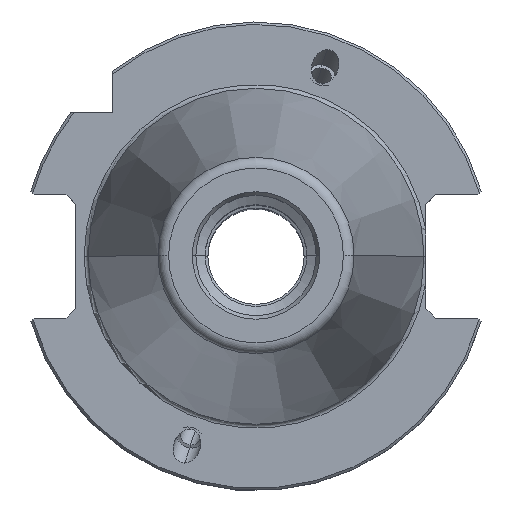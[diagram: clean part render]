
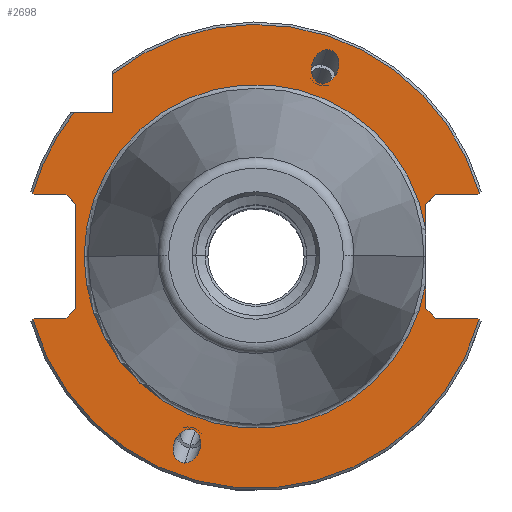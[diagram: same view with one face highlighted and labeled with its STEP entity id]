
A CAD part, top view. The second image highlights one B-rep face of the part: STEP entity #2698.
In plain terms, the highlighted planar face has unit normal (0, 0, 1).
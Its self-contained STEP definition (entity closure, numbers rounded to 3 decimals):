
#1030=VERTEX_POINT('NONE',#3025);
#1098=VERTEX_POINT('NONE',#3100);
#1186=EDGE_CURVE('NONE',#2560,#2104,#3196,.T.);
#1332=VERTEX_POINT('NONE',#3373);
#1352=VERTEX_POINT('NONE',#3394);
#1436=EDGE_CURVE('NONE',#1030,#2168,#3488,.T.);
#1460=VERTEX_POINT('NONE',#3513);
#1522=VERTEX_POINT('NONE',#3581);
#1616=EDGE_CURVE('NONE',#2962,#2986,#3686,.T.);
#1642=EDGE_CURVE('NONE',#1858,#2770,#3715,.T.);
#1702=EDGE_CURVE('NONE',#2986,#1770,#3782,.T.);
#1740=VERTEX_POINT('NONE',#3822);
#1770=VERTEX_POINT('NONE',#3857);
#1792=EDGE_CURVE('NONE',#1896,#2770,#3884,.T.);
#1820=VERTEX_POINT('NONE',#3917);
#1858=VERTEX_POINT('NONE',#3957);
#1884=EDGE_CURVE('NONE',#1332,#1522,#3988,.T.);
#1896=VERTEX_POINT('NONE',#4002);
#1932=EDGE_CURVE('NONE',#1740,#2380,#4043,.T.);
#1998=EDGE_CURVE('NONE',#2894,#1460,#4117,.T.);
#2104=VERTEX_POINT('NONE',#4235);
#2168=VERTEX_POINT('NONE',#4304);
#2208=EDGE_CURVE('NONE',#2486,#1352,#4349,.T.);
#2220=VERTEX_POINT('NONE',#4361);
#2236=EDGE_CURVE('NONE',#2872,#2560,#4379,.T.);
#2264=EDGE_CURVE('NONE',#1098,#1770,#4410,.T.);
#2306=EDGE_CURVE('NONE',#1460,#2894,#4455,.T.);
#2346=EDGE_CURVE('NONE',#2104,#1858,#4497,.T.);
#2348=VERTEX_POINT('NONE',#4499);
#2368=EDGE_CURVE('NONE',#2220,#2822,#4521,.T.);
#2380=VERTEX_POINT('NONE',#4533);
#2430=VERTEX_POINT('NONE',#4584);
#2486=VERTEX_POINT('NONE',#4647);
#2506=EDGE_CURVE('NONE',#2822,#1740,#4667,.T.);
#2560=VERTEX_POINT('NONE',#4728);
#2596=EDGE_CURVE('NONE',#2168,#1820,#4773,.T.);
#2664=EDGE_CURVE('NONE',#2348,#2220,#4846,.T.);
#2698=ADVANCED_FACE('NONE',(#4884,#4885,#4886),#4887,.T.);
#2760=EDGE_CURVE('NONE',#1522,#2872,#4956,.T.);
#2770=VERTEX_POINT('NONE',#4966);
#2778=VERTEX_POINT('NONE',#4974);
#2784=EDGE_CURVE('NONE',#1030,#1352,#4980,.T.);
#2816=EDGE_CURVE('NONE',#1896,#1098,#5014,.T.);
#2822=VERTEX_POINT('NONE',#5020);
#2826=EDGE_CURVE('NONE',#2380,#1332,#5025,.T.);
#2840=EDGE_CURVE('NONE',#2962,#2486,#5039,.T.);
#2872=VERTEX_POINT('NONE',#5073);
#2894=VERTEX_POINT('NONE',#5099);
#2898=EDGE_CURVE('NONE',#1820,#2348,#5103,.T.);
#2900=EDGE_CURVE('NONE',#2778,#2430,#5105,.T.);
#2920=EDGE_CURVE('NONE',#2430,#2778,#5132,.T.);
#2962=VERTEX_POINT('NONE',#5175);
#2986=VERTEX_POINT('NONE',#5200);
#3025=CARTESIAN_POINT('',(46.066,12.85,-3.2));
#3100=CARTESIAN_POINT('',(35.3,-10.85,-3.2));
#3196=LINE('',#5518,#5519);
#3373=CARTESIAN_POINT('',(-37.5,10.85,-3.2));
#3394=CARTESIAN_POINT('',(37.3,12.85,-3.2));
#3488=LINE('',#5893,#5894);
#3513=CARTESIAN_POINT('',(-14.854,-42.969,-3.2));
#3581=CARTESIAN_POINT('',(-37.5,-10.85,-3.2));
#3686=CIRCLE('',#6238,35.725);
#3715=LINE('',#6280,#6281);
#3782=CIRCLE('',#6414,35.725);
#3822=CARTESIAN_POINT('',(-46.066,12.85,-3.2));
#3857=CARTESIAN_POINT('',(35.3,-5.494,-3.2));
#3884=LINE('',#6550,#6551);
#3917=CARTESIAN_POINT('',(-29.85,37.876,-3.2));
#3957=CARTESIAN_POINT('',(46.39,-13.175,-3.2));
#3988=LINE('',#6693,#6694);
#4002=CARTESIAN_POINT('',(37.3,-12.85,-3.2));
#4043=LINE('',#6775,#6776);
#4117=(B_SPLINE_CURVE(3,(#6893,#6894,#6895,#6896),.UNSPECIFIED.,.F.,.F.)B_SPLINE_CURVE_WITH_KNOTS((4,4),(2.87,6.011),.UNSPECIFIED.)RATIONAL_B_SPLINE_CURVE((1.0,0.333,0.333,1.0))BOUNDED_CURVE()REPRESENTATION_ITEM('')GEOMETRIC_REPRESENTATION_ITEM()CURVE());
#4235=CARTESIAN_POINT('',(-46.39,-13.175,-3.2));
#4304=CARTESIAN_POINT('',(46.39,13.175,-3.2));
#4349=LINE('',#7268,#7269);
#4361=CARTESIAN_POINT('',(-37.876,29.85,-3.2));
#4379=LINE('',#7309,#7310);
#4410=LINE('',#7346,#7347);
#4455=(B_SPLINE_CURVE(3,(#7424,#7425,#7426,#7427),.UNSPECIFIED.,.F.,.F.)B_SPLINE_CURVE_WITH_KNOTS((4,4),(6.011,9.153),.UNSPECIFIED.)RATIONAL_B_SPLINE_CURVE((1.0,0.333,0.333,1.0))BOUNDED_CURVE()REPRESENTATION_ITEM('')GEOMETRIC_REPRESENTATION_ITEM()CURVE());
#4497=CIRCLE('',#7497,48.225);
#4499=CARTESIAN_POINT('',(-29.85,29.85,-3.2));
#4521=CIRCLE('',#7525,48.225);
#4533=CARTESIAN_POINT('',(-39.5,12.85,-3.2));
#4584=CARTESIAN_POINT('',(13.876,35.965,-3.2));
#4647=CARTESIAN_POINT('',(35.3,10.85,-3.2));
#4667=LINE('',#7739,#7740);
#4728=CARTESIAN_POINT('',(-46.066,-12.85,-3.2));
#4773=CIRCLE('',#7943,48.225);
#4846=LINE('',#8073,#8074);
#4884=FACE_OUTER_BOUND('',#8135,.T.);
#4885=FACE_BOUND('',#8136,.T.);
#4886=FACE_BOUND('',#8137,.T.);
#4887=PLANE('',#8138);
#4956=LINE('',#8274,#8275);
#4966=CARTESIAN_POINT('',(46.066,-12.85,-3.2));
#4974=CARTESIAN_POINT('',(14.854,42.969,-3.2));
#4980=LINE('',#8312,#8313);
#5014=LINE('',#8394,#8395);
#5020=CARTESIAN_POINT('',(-46.39,13.175,-3.2));
#5025=LINE('',#8408,#8409);
#5039=LINE('',#8440,#8441);
#5073=CARTESIAN_POINT('',(-39.5,-12.85,-3.2));
#5099=CARTESIAN_POINT('',(-13.876,-35.965,-3.2));
#5103=LINE('',#8534,#8535);
#5105=(B_SPLINE_CURVE(3,(#8539,#8540,#8541,#8542),.UNSPECIFIED.,.F.,.F.)B_SPLINE_CURVE_WITH_KNOTS((4,4),(6.011,9.153),.UNSPECIFIED.)RATIONAL_B_SPLINE_CURVE((1.0,0.333,0.333,1.0))BOUNDED_CURVE()REPRESENTATION_ITEM('')GEOMETRIC_REPRESENTATION_ITEM()CURVE());
#5132=(B_SPLINE_CURVE(3,(#8579,#8580,#8581,#8582),.UNSPECIFIED.,.F.,.F.)B_SPLINE_CURVE_WITH_KNOTS((4,4),(2.87,6.011),.UNSPECIFIED.)RATIONAL_B_SPLINE_CURVE((1.0,0.333,0.333,1.0))BOUNDED_CURVE()REPRESENTATION_ITEM('')GEOMETRIC_REPRESENTATION_ITEM()CURVE());
#5175=CARTESIAN_POINT('',(35.3,5.494,-3.2));
#5200=CARTESIAN_POINT('',(-35.725,0.,-3.2));
#5518=CARTESIAN_POINT('',(-46.916,-13.7,-3.2));
#5519=VECTOR('',#8887,1000.0);
#5893=CARTESIAN_POINT('',(46.916,13.7,-3.2));
#5894=VECTOR('',#9306,1000.0);
#6238=AXIS2_PLACEMENT_3D('',#9521,#9522,#9523);
#6280=CARTESIAN_POINT('',(45.916,-12.7,-3.2));
#6281=VECTOR('',#9562,1000.0);
#6414=AXIS2_PLACEMENT_3D('',#9634,#9635,#9636);
#6550=CARTESIAN_POINT('',(0.,-12.85,-3.2));
#6551=VECTOR('',#9770,1000.0);
#6693=CARTESIAN_POINT('',(-37.5,-35.725,-3.2));
#6694=VECTOR('',#9898,1000.0);
#6775=CARTESIAN_POINT('',(0.,12.85,-3.2));
#6776=VECTOR('',#9984,1000.0);
#6893=CARTESIAN_POINT('',(-13.876,-35.965,-3.2));
#6894=CARTESIAN_POINT('',(-8.238,-35.965,-3.2));
#6895=CARTESIAN_POINT('',(-9.216,-42.969,-3.2));
#6896=CARTESIAN_POINT('',(-14.854,-42.969,-3.2));
#7268=CARTESIAN_POINT('',(37.3,12.85,-3.2));
#7269=VECTOR('',#10316,1000.0);
#7309=CARTESIAN_POINT('',(0.,-12.85,-3.2));
#7310=VECTOR('',#10350,1000.0);
#7346=CARTESIAN_POINT('',(35.3,-35.725,-3.2));
#7347=VECTOR('',#10383,1000.0);
#7424=CARTESIAN_POINT('',(-14.854,-42.969,-3.2));
#7425=CARTESIAN_POINT('',(-20.491,-42.969,-3.2));
#7426=CARTESIAN_POINT('',(-19.514,-35.965,-3.2));
#7427=CARTESIAN_POINT('',(-13.876,-35.965,-3.2));
#7497=AXIS2_PLACEMENT_3D('',#10464,#10465,#10466);
#7525=AXIS2_PLACEMENT_3D('',#10487,#10488,#10489);
#7739=CARTESIAN_POINT('',(-46.916,13.7,-3.2));
#7740=VECTOR('',#10620,1000.0);
#7943=AXIS2_PLACEMENT_3D('',#10786,#10787,#10788);
#8073=CARTESIAN_POINT('',(0.,29.85,-3.2));
#8074=VECTOR('',#10854,1000.0);
#8135=EDGE_LOOP('',(#10896,#10897,#10898,#10899,#10900,#10901,#10902,#10903,#10904,#10905,#10906,#10907,#10908,#10909,#10910,#10911,#10912,#10913,#10914,#10915,#10916,#10917));
#8136=EDGE_LOOP('',(#10918,#10919));
#8137=EDGE_LOOP('',(#10920,#10921));
#8138=AXIS2_PLACEMENT_3D('',#10922,#10923,#10924);
#8274=CARTESIAN_POINT('',(-37.5,-10.85,-3.2));
#8275=VECTOR('',#11024,1000.0);
#8312=CARTESIAN_POINT('',(0.,12.85,-3.2));
#8313=VECTOR('',#11034,1000.0);
#8394=CARTESIAN_POINT('',(37.3,-12.85,-3.2));
#8395=VECTOR('',#11061,1000.0);
#8408=CARTESIAN_POINT('',(-37.5,10.85,-3.2));
#8409=VECTOR('',#11073,1000.0);
#8440=CARTESIAN_POINT('',(35.3,-35.725,-3.2));
#8441=VECTOR('',#11082,1000.0);
#8534=CARTESIAN_POINT('',(-29.85,-35.725,-3.2));
#8535=VECTOR('',#11162,1000.0);
#8539=CARTESIAN_POINT('',(14.854,42.969,-3.2));
#8540=CARTESIAN_POINT('',(20.491,42.969,-3.2));
#8541=CARTESIAN_POINT('',(19.514,35.965,-3.2));
#8542=CARTESIAN_POINT('',(13.876,35.965,-3.2));
#8579=CARTESIAN_POINT('',(13.876,35.965,-3.2));
#8580=CARTESIAN_POINT('',(8.238,35.965,-3.2));
#8581=CARTESIAN_POINT('',(9.216,42.969,-3.2));
#8582=CARTESIAN_POINT('',(14.854,42.969,-3.2));
#8887=DIRECTION('',(-0.707,-0.707,0.0));
#9306=DIRECTION('',(0.707,0.707,0.0));
#9521=CARTESIAN_POINT('',(0.0,0.0,-3.2));
#9522=DIRECTION('',(0.0,0.0,1.0));
#9523=DIRECTION('',(-1.0,0.,0.0));
#9562=DIRECTION('',(-0.707,0.707,0.0));
#9634=CARTESIAN_POINT('',(0.0,0.0,-3.2));
#9635=DIRECTION('',(0.0,0.0,1.0));
#9636=DIRECTION('',(-1.0,0.,0.0));
#9770=DIRECTION('',(1.0,0.,-0.0));
#9898=DIRECTION('',(0.,-1.0,0.0));
#9984=DIRECTION('',(1.0,0.,-0.0));
#10316=DIRECTION('',(0.707,0.707,0.0));
#10350=DIRECTION('',(-1.0,0.,0.0));
#10383=DIRECTION('',(0.,1.0,0.0));
#10464=CARTESIAN_POINT('',(0.0,0.0,-3.2));
#10465=DIRECTION('',(0.0,0.0,1.0));
#10466=DIRECTION('',(-1.0,0.,0.0));
#10487=CARTESIAN_POINT('',(0.0,0.0,-3.2));
#10488=DIRECTION('',(0.0,0.0,1.0));
#10489=DIRECTION('',(-1.0,0.,0.0));
#10620=DIRECTION('',(0.707,-0.707,-0.0));
#10786=CARTESIAN_POINT('',(0.0,0.0,-3.2));
#10787=DIRECTION('',(0.0,0.0,1.0));
#10788=DIRECTION('',(-1.0,0.,0.0));
#10854=DIRECTION('',(-1.0,0.,0.0));
#10896=ORIENTED_EDGE('',*,*,#1436,.T.);
#10897=ORIENTED_EDGE('',*,*,#2596,.T.);
#10898=ORIENTED_EDGE('',*,*,#2898,.T.);
#10899=ORIENTED_EDGE('',*,*,#2664,.T.);
#10900=ORIENTED_EDGE('',*,*,#2368,.T.);
#10901=ORIENTED_EDGE('',*,*,#2506,.T.);
#10902=ORIENTED_EDGE('',*,*,#1932,.T.);
#10903=ORIENTED_EDGE('',*,*,#2826,.T.);
#10904=ORIENTED_EDGE('',*,*,#1884,.T.);
#10905=ORIENTED_EDGE('',*,*,#2760,.T.);
#10906=ORIENTED_EDGE('',*,*,#2236,.T.);
#10907=ORIENTED_EDGE('',*,*,#1186,.T.);
#10908=ORIENTED_EDGE('',*,*,#2346,.T.);
#10909=ORIENTED_EDGE('',*,*,#1642,.T.);
#10910=ORIENTED_EDGE('',*,*,#1792,.F.);
#10911=ORIENTED_EDGE('',*,*,#2816,.T.);
#10912=ORIENTED_EDGE('',*,*,#2264,.T.);
#10913=ORIENTED_EDGE('',*,*,#1702,.F.);
#10914=ORIENTED_EDGE('',*,*,#1616,.F.);
#10915=ORIENTED_EDGE('',*,*,#2840,.T.);
#10916=ORIENTED_EDGE('',*,*,#2208,.T.);
#10917=ORIENTED_EDGE('',*,*,#2784,.F.);
#10918=ORIENTED_EDGE('',*,*,#1998,.T.);
#10919=ORIENTED_EDGE('',*,*,#2306,.T.);
#10920=ORIENTED_EDGE('',*,*,#2920,.T.);
#10921=ORIENTED_EDGE('',*,*,#2900,.T.);
#10922=CARTESIAN_POINT('',(0.,-35.725,-3.2));
#10923=DIRECTION('',(0.0,0.0,1.0));
#10924=DIRECTION('',(-1.0,0.,0.0));
#11024=DIRECTION('',(-0.707,-0.707,0.0));
#11034=DIRECTION('',(-1.0,0.,0.0));
#11061=DIRECTION('',(-0.707,0.707,0.0));
#11073=DIRECTION('',(0.707,-0.707,-0.0));
#11082=DIRECTION('',(0.,1.0,0.0));
#11162=DIRECTION('',(0.,-1.0,0.0));
